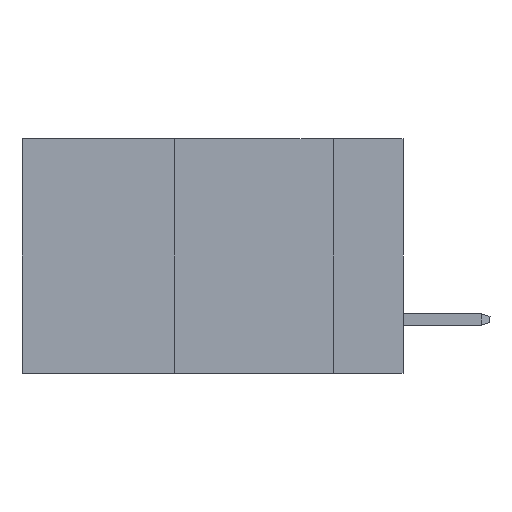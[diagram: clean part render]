
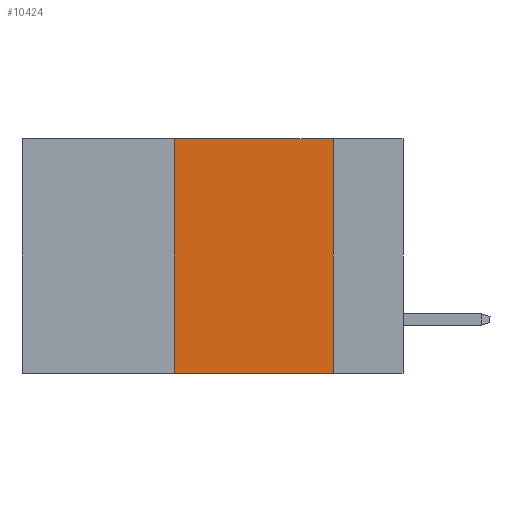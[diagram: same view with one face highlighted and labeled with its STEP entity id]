
A CAD part, left-side view. The second image highlights one B-rep face of the part: STEP entity #10424.
In plain terms, the highlighted planar face has unit normal (-1, 0, 0).
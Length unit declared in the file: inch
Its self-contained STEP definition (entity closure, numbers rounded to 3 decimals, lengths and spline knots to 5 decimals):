
#205 = DIRECTION ( 'NONE',  ( 0., 0., 1. ) ) ;
#819 = DIRECTION ( 'NONE',  ( 0., -1., 0. ) ) ;
#1095 = CARTESIAN_POINT ( 'NONE',  ( 0., 0.36, 0. ) ) ;
#1677 = EDGE_CURVE ( 'NONE', #6704, #15601, #9767, .T. ) ;
#2155 = DIRECTION ( 'NONE',  ( 0., -1., 0. ) ) ;
#2554 = VECTOR ( 'NONE', #205, 39.37008 ) ;
#3490 = LINE ( 'NONE', #13113, #14422 ) ;
#3530 = DIRECTION ( 'NONE',  ( 0., 0., -1. ) ) ;
#4828 = VECTOR ( 'NONE', #3530, 39.37008 ) ;
#5167 = EDGE_LOOP ( 'NONE', ( #14243, #12737, #8654, #8185 ) ) ;
#6438 = CARTESIAN_POINT ( 'NONE',  ( 0., 0.36, -0.37 ) ) ;
#6507 = EDGE_CURVE ( 'NONE', #8208, #15601, #3490, .T. ) ;
#6704 = VERTEX_POINT ( 'NONE', #7746 ) ;
#6891 = LINE ( 'NONE', #8253, #10101 ) ;
#7207 = FACE_OUTER_BOUND ( 'NONE', #5167, .T. ) ;
#7574 = EDGE_CURVE ( 'NONE', #11063, #6704, #6891, .T. ) ;
#7746 = CARTESIAN_POINT ( 'NONE',  ( 0., 0.11, 0. ) ) ;
#8185 = ORIENTED_EDGE ( 'NONE', *, *, #6507, .T. ) ;
#8208 = VERTEX_POINT ( 'NONE', #6438 ) ;
#8253 = CARTESIAN_POINT ( 'NONE',  ( 0., 0.6, 0. ) ) ;
#8429 = LINE ( 'NONE', #1095, #2554 ) ;
#8654 = ORIENTED_EDGE ( 'NONE', *, *, #13158, .F. ) ;
#9667 = DIRECTION ( 'NONE',  ( 1., 0., 0. ) ) ;
#9767 = LINE ( 'NONE', #13305, #4828 ) ;
#10101 = VECTOR ( 'NONE', #819, 39.37008 ) ;
#10424 = ADVANCED_FACE ( 'NONE', ( #7207 ), #12089, .F. ) ;
#11028 = DIRECTION ( 'NONE',  ( 0., 0., -1. ) ) ;
#11063 = VERTEX_POINT ( 'NONE', #12735 ) ;
#12089 = PLANE ( 'NONE',  #14480 ) ;
#12735 = CARTESIAN_POINT ( 'NONE',  ( 0., 0.36, 0. ) ) ;
#12737 = ORIENTED_EDGE ( 'NONE', *, *, #7574, .F. ) ;
#13113 = CARTESIAN_POINT ( 'NONE',  ( 0., 0.6, -0.37 ) ) ;
#13158 = EDGE_CURVE ( 'NONE', #8208, #11063, #8429, .T. ) ;
#13305 = CARTESIAN_POINT ( 'NONE',  ( 0., 0.11, 0. ) ) ;
#14243 = ORIENTED_EDGE ( 'NONE', *, *, #1677, .F. ) ;
#14422 = VECTOR ( 'NONE', #2155, 39.37008 ) ;
#14480 = AXIS2_PLACEMENT_3D ( 'NONE', #15741, #9667, #11028 ) ;
#15075 = CARTESIAN_POINT ( 'NONE',  ( 0., 0.11, -0.37 ) ) ;
#15601 = VERTEX_POINT ( 'NONE', #15075 ) ;
#15741 = CARTESIAN_POINT ( 'NONE',  ( 0., 0.6, 0. ) ) ;
